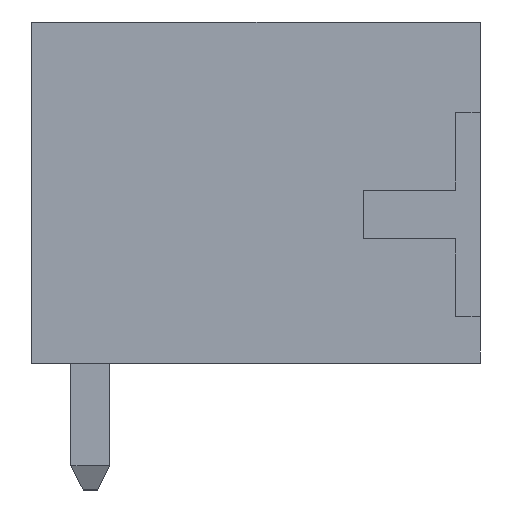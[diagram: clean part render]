
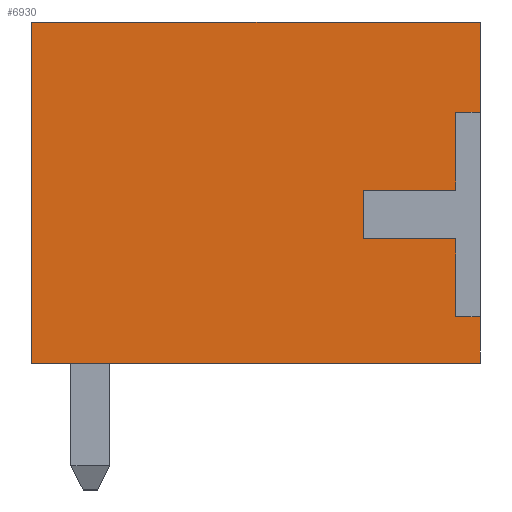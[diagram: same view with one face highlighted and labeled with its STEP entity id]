
A CAD part, left-side view. The second image highlights one B-rep face of the part: STEP entity #6930.
In plain terms, the highlighted planar face has unit normal (-1, 0, 0).
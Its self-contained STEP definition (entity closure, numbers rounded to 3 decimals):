
#200=ORIENTED_EDGE('',*,*,#2235,.F.);
#201=ORIENTED_EDGE('',*,*,#2236,.F.);
#202=ORIENTED_EDGE('',*,*,#2237,.F.);
#203=ORIENTED_EDGE('',*,*,#2238,.F.);
#204=ORIENTED_EDGE('',*,*,#2239,.F.);
#205=ORIENTED_EDGE('',*,*,#2240,.F.);
#206=ORIENTED_EDGE('',*,*,#2241,.F.);
#207=ORIENTED_EDGE('',*,*,#2242,.T.);
#208=ORIENTED_EDGE('',*,*,#2243,.F.);
#209=ORIENTED_EDGE('',*,*,#2244,.F.);
#210=ORIENTED_EDGE('',*,*,#2245,.T.);
#211=ORIENTED_EDGE('',*,*,#2246,.T.);
#2235=EDGE_CURVE('',#3252,#3253,#3935,.T.);
#2236=EDGE_CURVE('',#3254,#3252,#3936,.T.);
#2237=EDGE_CURVE('',#3255,#3254,#3937,.T.);
#2238=EDGE_CURVE('',#3256,#3255,#3938,.T.);
#2239=EDGE_CURVE('',#3257,#3256,#3939,.T.);
#2240=EDGE_CURVE('',#3258,#3257,#3940,.T.);
#2241=EDGE_CURVE('',#3259,#3258,#3941,.T.);
#2242=EDGE_CURVE('',#3259,#3260,#3942,.T.);
#2243=EDGE_CURVE('',#3261,#3260,#3943,.T.);
#2244=EDGE_CURVE('',#3262,#3261,#3944,.T.);
#2245=EDGE_CURVE('',#3262,#3263,#3945,.T.);
#2246=EDGE_CURVE('',#3263,#3253,#3946,.T.);
#3252=VERTEX_POINT('',#9642);
#3253=VERTEX_POINT('',#9643);
#3254=VERTEX_POINT('',#9645);
#3255=VERTEX_POINT('',#9647);
#3256=VERTEX_POINT('',#9649);
#3257=VERTEX_POINT('',#9651);
#3258=VERTEX_POINT('',#9653);
#3259=VERTEX_POINT('',#9655);
#3260=VERTEX_POINT('',#9657);
#3261=VERTEX_POINT('',#9659);
#3262=VERTEX_POINT('',#9661);
#3263=VERTEX_POINT('',#9663);
#3935=LINE('',#9641,#4877);
#3936=LINE('',#9644,#4878);
#3937=LINE('',#9646,#4879);
#3938=LINE('',#9648,#4880);
#3939=LINE('',#9650,#4881);
#3940=LINE('',#9652,#4882);
#3941=LINE('',#9654,#4883);
#3942=LINE('',#9656,#4884);
#3943=LINE('',#9658,#4885);
#3944=LINE('',#9660,#4886);
#3945=LINE('',#9662,#4887);
#3946=LINE('',#9664,#4888);
#4877=VECTOR('',#7797,1000.);
#4878=VECTOR('',#7798,1000.);
#4879=VECTOR('',#7799,1000.);
#4880=VECTOR('',#7800,1000.);
#4881=VECTOR('',#7801,1000.);
#4882=VECTOR('',#7802,1000.);
#4883=VECTOR('',#7803,1000.);
#4884=VECTOR('',#7804,1000.);
#4885=VECTOR('',#7805,1000.);
#4886=VECTOR('',#7806,1000.);
#4887=VECTOR('',#7807,1000.);
#4888=VECTOR('',#7808,1000.);
#5804=EDGE_LOOP('',(#200,#201,#202,#203,#204,#205,#206,#207,#208,#209,#210,
#211));
#6204=FACE_BOUND('',#5804,.T.);
#6604=PLANE('',#7315);
#6930=ADVANCED_FACE('',(#6204),#6604,.F.);
#7315=AXIS2_PLACEMENT_3D('',#9640,#7795,#7796);
#7795=DIRECTION('',(1.,0.,0.));
#7796=DIRECTION('',(0.,0.,-1.));
#7797=DIRECTION('',(0.,-1.,0.));
#7798=DIRECTION('',(0.,0.,-1.));
#7799=DIRECTION('',(0.,-1.,0.));
#7800=DIRECTION('',(0.,0.,-1.));
#7801=DIRECTION('',(0.,1.,0.));
#7802=DIRECTION('',(0.,0.,-1.));
#7803=DIRECTION('',(0.,1.,0.));
#7804=DIRECTION('',(0.,0.,1.));
#7805=DIRECTION('',(0.,-1.,0.));
#7806=DIRECTION('',(0.,0.,1.));
#7807=DIRECTION('',(0.,-1.,0.));
#7808=DIRECTION('',(0.,0.,1.));
#9640=CARTESIAN_POINT('',(-11.825,9.2,-3.5));
#9641=CARTESIAN_POINT('',(-11.825,0.5,-2.55));
#9642=CARTESIAN_POINT('',(-11.825,0.5,-2.55));
#9643=CARTESIAN_POINT('',(-11.825,0.,-2.55));
#9644=CARTESIAN_POINT('',(-11.825,0.5,-0.95));
#9645=CARTESIAN_POINT('',(-11.825,0.5,-0.95));
#9646=CARTESIAN_POINT('',(-11.825,2.4,-0.95));
#9647=CARTESIAN_POINT('',(-11.825,2.4,-0.95));
#9648=CARTESIAN_POINT('',(-11.825,2.4,0.05));
#9649=CARTESIAN_POINT('',(-11.825,2.4,0.05));
#9650=CARTESIAN_POINT('',(-11.825,0.5,0.05));
#9651=CARTESIAN_POINT('',(-11.825,0.5,0.05));
#9652=CARTESIAN_POINT('',(-11.825,0.5,1.65));
#9653=CARTESIAN_POINT('',(-11.825,0.5,1.65));
#9654=CARTESIAN_POINT('',(-11.825,0.,1.65));
#9655=CARTESIAN_POINT('',(-11.825,0.,1.65));
#9656=CARTESIAN_POINT('',(-11.825,0.,-3.5));
#9657=CARTESIAN_POINT('',(-11.825,0.,3.5));
#9658=CARTESIAN_POINT('',(-11.825,9.2,3.5));
#9659=CARTESIAN_POINT('',(-11.825,9.2,3.5));
#9660=CARTESIAN_POINT('',(-11.825,9.2,-3.5));
#9661=CARTESIAN_POINT('',(-11.825,9.2,-3.5));
#9662=CARTESIAN_POINT('',(-11.825,9.2,-3.5));
#9663=CARTESIAN_POINT('',(-11.825,0.,-3.5));
#9664=CARTESIAN_POINT('',(-11.825,0.,-3.5));
